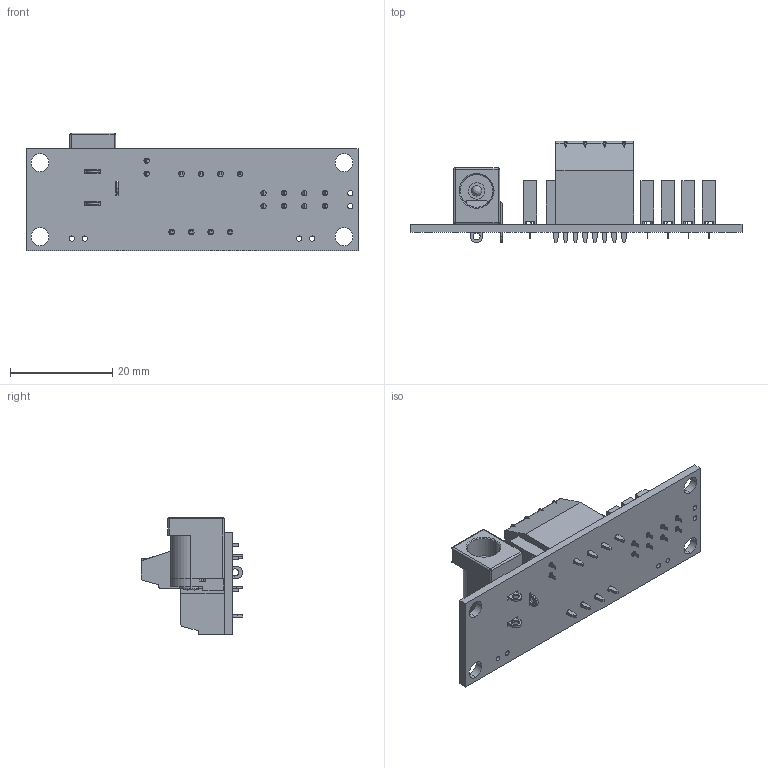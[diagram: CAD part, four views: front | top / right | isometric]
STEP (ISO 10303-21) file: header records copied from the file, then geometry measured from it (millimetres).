
FILE_DESCRIPTION (( 'STEP AP203' ), '1' );
FILE_NAME ('60-00000.STEP', '2020-04-14T23:46:33', ( '' ), ( '' ), 'SwSTEP 2.0', 'SolidWorks 2015', '' );
FILE_SCHEMA (( 'CONFIG_CONTROL_DESIGN' ));
Length unit declared in the file: millimetre
Products named in the file (12): 54-00166; 54-00166_backplate; 54-00166_spring terminal; 901471102; 60-00000; mkkds_1-4-3.81; 1708042; 54-00166_center terminal; 54-00166_switch terminal; 64-00000; 54-00166_insulator; 54-00166_center pin
Assembly tree (15 placements, depth 3):
  60-00000
    54-00166
      54-00166_insulator
      54-00166_backplate
      54-00166_center pin
      54-00166_center terminal
      54-00166_spring terminal
      54-00166_switch terminal
    64-00000
    901471102  x5
    1708042
      mkkds_1-4-3.81
Bounding box: 65 x 19.8 x 23 mm (x, y, z)
Volume: 5771.4 mm3; surface area: 7399.8 mm2
Topology: 13 solids, 13 shells, 1333 faces, 3659 edges, 2373 vertices
Faces by surface type: plane 1035, cylinder 247, bspline 31, cone 12, torus 8
Entity records: 30739 total; most frequent: CARTESIAN_POINT 6250, ORIENTED_EDGE 4838, DIRECTION 4679, EDGE_CURVE 2419, VECTOR 1815, LINE 1815, VERTEX_POINT 1589, AXIS2_PLACEMENT_3D 1432
